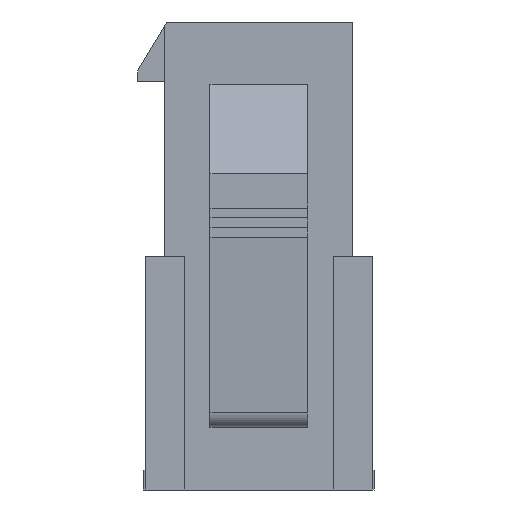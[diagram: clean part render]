
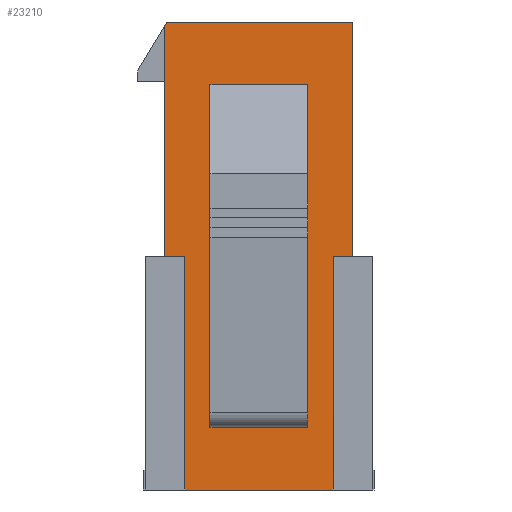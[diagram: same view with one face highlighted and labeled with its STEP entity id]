
A CAD part, left-side view. The second image highlights one B-rep face of the part: STEP entity #23210.
In plain terms, the highlighted planar face has unit normal (-1, 0, 0).
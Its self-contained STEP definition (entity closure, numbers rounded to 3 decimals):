
#1270=ORIENTED_EDGE('',*,*,#8138,.F.);
#1271=ORIENTED_EDGE('',*,*,#8139,.T.);
#1272=ORIENTED_EDGE('',*,*,#8140,.T.);
#1273=ORIENTED_EDGE('',*,*,#8141,.F.);
#1274=ORIENTED_EDGE('',*,*,#7090,.T.);
#1275=ORIENTED_EDGE('',*,*,#8142,.T.);
#1276=ORIENTED_EDGE('',*,*,#7101,.T.);
#1277=ORIENTED_EDGE('',*,*,#8143,.T.);
#1278=ORIENTED_EDGE('',*,*,#8144,.T.);
#1279=ORIENTED_EDGE('',*,*,#7174,.T.);
#1280=ORIENTED_EDGE('',*,*,#8145,.F.);
#1281=ORIENTED_EDGE('',*,*,#8146,.T.);
#1282=ORIENTED_EDGE('',*,*,#6933,.T.);
#6933=EDGE_CURVE('',#10374,#10373,#12621,.T.);
#7090=EDGE_CURVE('',#10373,#10526,#12778,.T.);
#7101=EDGE_CURVE('',#10536,#10535,#12789,.T.);
#7174=EDGE_CURVE('',#10607,#10606,#12862,.T.);
#8138=EDGE_CURVE('',#11567,#11568,#13826,.T.);
#8139=EDGE_CURVE('',#11567,#11569,#13827,.T.);
#8140=EDGE_CURVE('',#11569,#11570,#13828,.T.);
#8141=EDGE_CURVE('',#11568,#11570,#13829,.T.);
#8142=EDGE_CURVE('',#10526,#10536,#13830,.F.);
#8143=EDGE_CURVE('',#10535,#11571,#13831,.T.);
#8144=EDGE_CURVE('',#11571,#10607,#13832,.T.);
#8145=EDGE_CURVE('',#11572,#10606,#13833,.T.);
#8146=EDGE_CURVE('',#11572,#10374,#13834,.T.);
#10373=VERTEX_POINT('',#31424);
#10374=VERTEX_POINT('',#31426);
#10526=VERTEX_POINT('',#31735);
#10535=VERTEX_POINT('',#31758);
#10536=VERTEX_POINT('',#31760);
#10606=VERTEX_POINT('',#31907);
#10607=VERTEX_POINT('',#31909);
#11567=VERTEX_POINT('',#33898);
#11568=VERTEX_POINT('',#33899);
#11569=VERTEX_POINT('',#33901);
#11570=VERTEX_POINT('',#33903);
#11571=VERTEX_POINT('',#33907);
#11572=VERTEX_POINT('',#33910);
#12621=LINE('',#31425,#16045);
#12778=LINE('',#31736,#16202);
#12789=LINE('',#31759,#16213);
#12862=LINE('',#31908,#16286);
#13826=LINE('',#33897,#17250);
#13827=LINE('',#33900,#17251);
#13828=LINE('',#33902,#17252);
#13829=LINE('',#33904,#17253);
#13830=LINE('',#33905,#17254);
#13831=LINE('',#33906,#17255);
#13832=LINE('',#33908,#17256);
#13833=LINE('',#33909,#17257);
#13834=LINE('',#33911,#17258);
#16045=VECTOR('',#25569,1000.);
#16202=VECTOR('',#25728,1000.);
#16213=VECTOR('',#25745,1000.);
#16286=VECTOR('',#25828,1000.);
#17250=VECTOR('',#26922,1000.);
#17251=VECTOR('',#26923,1000.);
#17252=VECTOR('',#26924,1000.);
#17253=VECTOR('',#26925,1000.);
#17254=VECTOR('',#26926,1000.);
#17255=VECTOR('',#26927,1000.);
#17256=VECTOR('',#26928,1000.);
#17257=VECTOR('',#26929,1000.);
#17258=VECTOR('',#26930,1000.);
#19583=EDGE_LOOP('',(#1270,#1271,#1272,#1273));
#19584=EDGE_LOOP('',(#1274,#1275,#1276,#1277,#1278,#1279,#1280,#1281,#1282));
#20825=FACE_BOUND('',#19583,.T.);
#20826=FACE_BOUND('',#19584,.T.);
#22022=PLANE('',#24421);
#23210=ADVANCED_FACE('',(#20825,#20826),#22022,.T.);
#24421=AXIS2_PLACEMENT_3D('',#33896,#26920,#26921);
#25569=DIRECTION('',(0.,0.,1.));
#25728=DIRECTION('',(0.,1.,0.));
#25745=DIRECTION('',(0.,0.,-1.));
#25828=DIRECTION('',(0.,-1.,0.));
#26920=DIRECTION('',(-1.,0.,0.));
#26921=DIRECTION('',(0.,0.,1.));
#26922=DIRECTION('',(0.,0.,1.));
#26923=DIRECTION('',(0.,1.,0.));
#26924=DIRECTION('',(0.,0.,1.));
#26925=DIRECTION('',(0.,1.,0.));
#26926=DIRECTION('',(0.,-0.514,0.857));
#26927=DIRECTION('',(0.,-1.,0.));
#26928=DIRECTION('',(0.,0.,-1.));
#26929=DIRECTION('',(0.,0.,-1.));
#26930=DIRECTION('',(0.,-1.,0.));
#31424=CARTESIAN_POINT('',(-23.75,-4.8,11.95));
#31425=CARTESIAN_POINT('',(-23.75,-4.8,-11.95));
#31426=CARTESIAN_POINT('',(-23.75,-4.8,-0.05));
#31735=CARTESIAN_POINT('',(-23.75,4.7,11.95));
#31736=CARTESIAN_POINT('',(-23.75,-4.8,11.95));
#31758=CARTESIAN_POINT('',(-23.75,4.8,-0.05));
#31759=CARTESIAN_POINT('',(-23.75,4.8,11.95));
#31760=CARTESIAN_POINT('',(-23.75,4.8,11.783));
#31907=CARTESIAN_POINT('',(-23.75,-3.8,-11.95));
#31908=CARTESIAN_POINT('',(-23.75,4.8,-11.95));
#31909=CARTESIAN_POINT('',(-23.75,3.8,-11.95));
#33896=CARTESIAN_POINT('',(-23.75,0.,0.));
#33897=CARTESIAN_POINT('',(-23.75,-2.5,-8.75));
#33898=CARTESIAN_POINT('',(-23.75,-2.5,-8.75));
#33899=CARTESIAN_POINT('',(-23.75,-2.5,-7.35));
#33900=CARTESIAN_POINT('',(-23.75,-2.5,-8.75));
#33901=CARTESIAN_POINT('',(-23.75,2.5,-8.75));
#33902=CARTESIAN_POINT('',(-23.75,2.5,-8.75));
#33903=CARTESIAN_POINT('',(-23.75,2.5,-7.35));
#33904=CARTESIAN_POINT('',(-23.75,-2.5,-7.35));
#33905=CARTESIAN_POINT('',(-23.75,8.728,5.237));
#33906=CARTESIAN_POINT('',(-23.75,4.8,-0.05));
#33907=CARTESIAN_POINT('',(-23.75,3.8,-0.05));
#33908=CARTESIAN_POINT('',(-23.75,3.8,-0.05));
#33909=CARTESIAN_POINT('',(-23.75,-3.8,-0.05));
#33910=CARTESIAN_POINT('',(-23.75,-3.8,-0.05));
#33911=CARTESIAN_POINT('',(-23.75,-3.8,-0.05));
